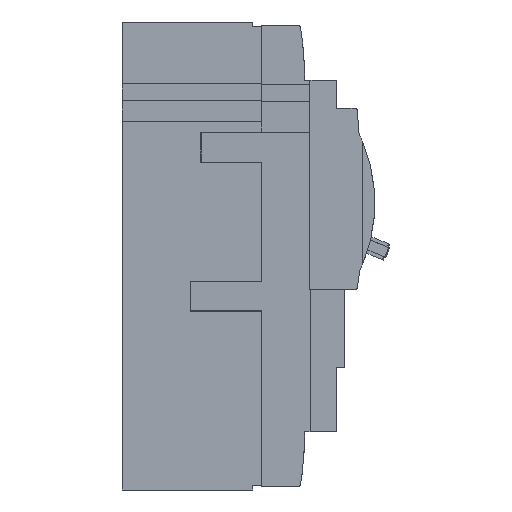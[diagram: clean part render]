
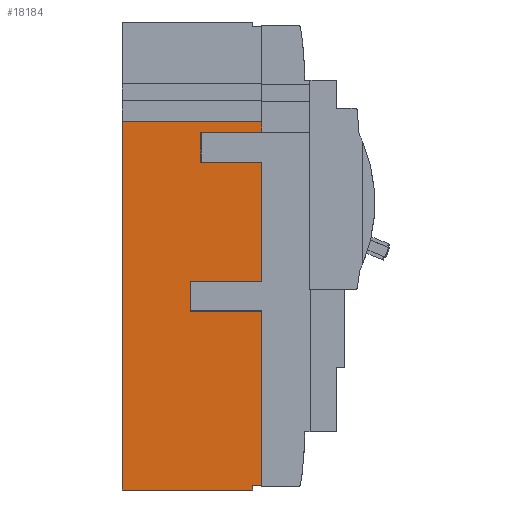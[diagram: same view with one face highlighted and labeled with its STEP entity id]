
A CAD part, left-side view. The second image highlights one B-rep face of the part: STEP entity #18184.
In plain terms, the highlighted planar face has unit normal (-1, 0, 0).
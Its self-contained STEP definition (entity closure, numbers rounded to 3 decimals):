
#10822=EDGE_CURVE('',#13712,#29266,#32200,.T.);
#10912=VERTEX_POINT('',#32298);
#11572=VERTEX_POINT('',#33013);
#13712=VERTEX_POINT('',#35365);
#13792=EDGE_CURVE('',#24690,#17208,#35454,.T.);
#15170=VERTEX_POINT('',#36977);
#16076=VERTEX_POINT('',#37981);
#16672=VERTEX_POINT('',#38626);
#17208=VERTEX_POINT('',#39215);
#18184=ADVANCED_FACE('',(#40278),#40279,.F.);
#19018=EDGE_CURVE('',#23298,#27528,#41192,.T.);
#19668=EDGE_CURVE('',#16672,#23298,#41904,.T.);
#20258=EDGE_CURVE('',#31370,#15170,#42552,.T.);
#23298=VERTEX_POINT('',#45914);
#24106=EDGE_CURVE('',#16076,#11572,#46784,.T.);
#24690=VERTEX_POINT('',#47414);
#25514=EDGE_CURVE('',#16672,#29266,#48316,.T.);
#25670=EDGE_CURVE('',#27528,#28014,#48484,.T.);
#27528=VERTEX_POINT('',#50518);
#27866=EDGE_CURVE('',#16076,#31306,#50885,.T.);
#28014=VERTEX_POINT('',#51050);
#28046=EDGE_CURVE('',#17208,#10912,#51082,.T.);
#29266=VERTEX_POINT('',#52405);
#29444=EDGE_CURVE('',#15170,#24690,#52599,.T.);
#30126=EDGE_CURVE('',#31306,#13712,#53336,.T.);
#30586=EDGE_CURVE('',#11572,#10912,#53836,.T.);
#31016=EDGE_CURVE('',#31370,#28014,#54312,.T.);
#31306=VERTEX_POINT('',#54636);
#31370=VERTEX_POINT('',#54705);
#32200=LINE('',#55649,#55650);
#32298=CARTESIAN_POINT('',(-52.45,0.0,51.995));
#33013=CARTESIAN_POINT('',(-52.45,-53.999,51.995));
#35365=CARTESIAN_POINT('',(-52.45,-30.4,36.195));
#35454=LINE('',#60394,#60395);
#36977=CARTESIAN_POINT('',(-52.45,-50.5,-88.905));
#37981=CARTESIAN_POINT('',(-52.45,-53.999,47.795));
#38626=CARTESIAN_POINT('',(-52.45,-54.,-9.705));
#39215=CARTESIAN_POINT('',(-52.45,0.0,-90.505));
#40278=FACE_OUTER_BOUND('',#67252,.T.);
#40279=PLANE('',#67253);
#41192=LINE('',#68618,#68619);
#41904=LINE('',#69663,#69664);
#42552=LINE('',#70628,#70629);
#45914=CARTESIAN_POINT('',(-52.45,-26.4,-9.705));
#46784=LINE('',#76808,#76809);
#47414=CARTESIAN_POINT('',(-52.45,-50.5,-90.505));
#48316=LINE('',#79047,#79048);
#48484=LINE('',#79293,#79294);
#50518=CARTESIAN_POINT('',(-52.45,-26.4,-21.305));
#50885=LINE('',#82912,#82913);
#51050=CARTESIAN_POINT('',(-52.45,-54.,-21.305));
#51082=LINE('',#83190,#83191);
#52405=CARTESIAN_POINT('',(-52.45,-54.,36.195));
#52599=LINE('',#85398,#85399);
#53336=LINE('',#86504,#86505);
#53836=LINE('',#87200,#87201);
#54312=LINE('',#87869,#87870);
#54636=CARTESIAN_POINT('',(-52.45,-30.4,47.795));
#54705=CARTESIAN_POINT('',(-52.45,-54.,-88.905));
#55649=CARTESIAN_POINT('',(-52.45,-30.4,36.195));
#55650=VECTOR('',#89678,1.0);
#60394=CARTESIAN_POINT('',(-52.45,-50.5,-90.505));
#60395=VECTOR('',#93172,1.0);
#67252=EDGE_LOOP('',(#98168,#98169,#98170,#98171,#98172,#98173,#98174,#98175,#98176,#98177,#98178,#98179,#98180,#98181));
#67253=AXIS2_PLACEMENT_3D('',#98182,#98183,#98184);
#68618=CARTESIAN_POINT('',(-52.45,-26.4,-9.705));
#68619=VECTOR('',#99132,1.0);
#69663=CARTESIAN_POINT('',(-52.45,-54.0,-9.705));
#69664=VECTOR('',#99841,1.0);
#70628=CARTESIAN_POINT('',(-52.45,-54.0,-88.905));
#70629=VECTOR('',#100529,1.0);
#76808=CARTESIAN_POINT('',(-52.45,-53.999,26.979));
#76809=VECTOR('',#105144,1.0);
#79047=CARTESIAN_POINT('',(-52.45,-54.,-3.921));
#79048=VECTOR('',#106715,1.0);
#79293=CARTESIAN_POINT('',(-52.45,-26.4,-21.305));
#79294=VECTOR('',#106864,1.0);
#82912=CARTESIAN_POINT('',(-52.45,-54.0,47.795));
#82913=VECTOR('',#109547,1.0);
#83190=CARTESIAN_POINT('',(-52.45,0.0,-90.505));
#83191=VECTOR('',#109731,1.0);
#85398=CARTESIAN_POINT('',(-52.45,-50.5,-88.905));
#85399=VECTOR('',#111170,1.0);
#86504=CARTESIAN_POINT('',(-52.45,-30.4,47.795));
#86505=VECTOR('',#111908,1.0);
#87200=CARTESIAN_POINT('',(-52.45,-12.744,51.995));
#87201=VECTOR('',#112415,1.0);
#87869=CARTESIAN_POINT('',(-52.45,-54.,-43.521));
#87870=VECTOR('',#112965,1.0);
#89678=DIRECTION('',(0.0,-1.0,0.0));
#93172=DIRECTION('',(0.0,1.0,0.0));
#98168=ORIENTED_EDGE('',*,*,#31016,.T.);
#98169=ORIENTED_EDGE('',*,*,#25670,.F.);
#98170=ORIENTED_EDGE('',*,*,#19018,.F.);
#98171=ORIENTED_EDGE('',*,*,#19668,.F.);
#98172=ORIENTED_EDGE('',*,*,#25514,.T.);
#98173=ORIENTED_EDGE('',*,*,#10822,.F.);
#98174=ORIENTED_EDGE('',*,*,#30126,.F.);
#98175=ORIENTED_EDGE('',*,*,#27866,.F.);
#98176=ORIENTED_EDGE('',*,*,#24106,.T.);
#98177=ORIENTED_EDGE('',*,*,#30586,.T.);
#98178=ORIENTED_EDGE('',*,*,#28046,.F.);
#98179=ORIENTED_EDGE('',*,*,#13792,.F.);
#98180=ORIENTED_EDGE('',*,*,#29444,.F.);
#98181=ORIENTED_EDGE('',*,*,#20258,.F.);
#98182=CARTESIAN_POINT('',(-52.45,-28.469,1.963));
#98183=DIRECTION('',(1.0,0.0,0.0));
#98184=DIRECTION('',(0.0,1.0,0.0));
#99132=DIRECTION('',(0.0,0.0,-1.0));
#99841=DIRECTION('',(0.0,1.0,0.0));
#100529=DIRECTION('',(0.0,1.0,0.0));
#105144=DIRECTION('',(0.0,0.0,1.0));
#106715=DIRECTION('',(0.0,0.0,1.0));
#106864=DIRECTION('',(0.0,-1.0,0.0));
#109547=DIRECTION('',(0.0,1.0,0.0));
#109731=DIRECTION('',(0.0,0.0,1.0));
#111170=DIRECTION('',(0.0,0.0,-1.0));
#111908=DIRECTION('',(0.0,0.0,-1.0));
#112415=DIRECTION('',(-0.0,1.0,0.0));
#112965=DIRECTION('',(0.0,0.0,1.0));
